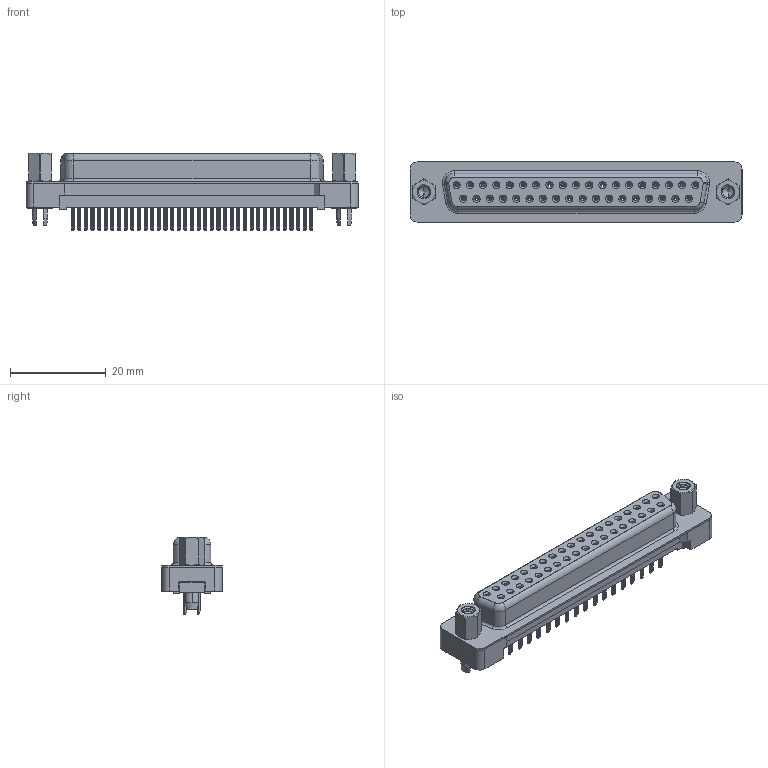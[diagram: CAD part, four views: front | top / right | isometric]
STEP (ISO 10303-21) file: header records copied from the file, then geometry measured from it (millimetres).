
FILE_DESCRIPTION (( 'STEP AP203' ), '1' );
FILE_NAME ('628-037-624-217.STEP', '2020-07-16T00:56:20', ( '' ), ( '' ), 'SwSTEP 2.0', 'SolidWorks 2020', '' );
FILE_SCHEMA (( 'CONFIG_CONTROL_DESIGN' ));
Length unit declared in the file: millimetre
Products named in the file (7): 628 PB Shell_37 Contacts; 628 4-40 Hex Standoff; 628 PB Contact Row 1_24; 628 Plastic Body Housing_37 Contacts; 628 PB Contact Row 2_24; 628 PB 4-40 Threaded Rivet with Boardlock; 628-037-624-217
Assembly tree (43 placements, depth 2):
  628-037-624-217
    628 Plastic Body Housing_37 Contacts
    628 PB Shell_37 Contacts
    628 PB Contact Row 1_24  x19
    628 PB Contact Row 2_24  x18
    628 4-40 Hex Standoff  x2
    628 PB 4-40 Threaded Rivet with Boardlock  x2
Bounding box: 69.32 x 12.55 x 16.1 mm (x, y, z)
Volume: 4503.8 mm3; surface area: 12410.4 mm2
Topology: 43 solids, 43 shells, 3125 faces, 7623 edges, 4634 vertices
Faces by surface type: plane 1278, cylinder 762, bspline 610, torus 248, cone 227
Entity records: 28074 total; most frequent: CARTESIAN_POINT 8750, ORIENTED_EDGE 3672, DIRECTION 3584, EDGE_CURVE 1836, AXIS2_PLACEMENT_3D 1240, VERTEX_POINT 1158, LINE 1104, VECTOR 1104
